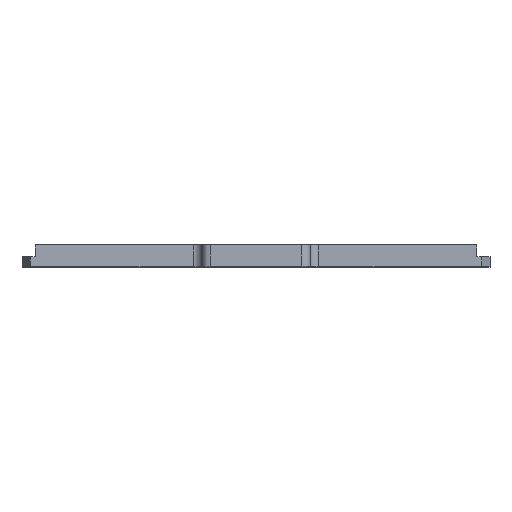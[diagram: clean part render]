
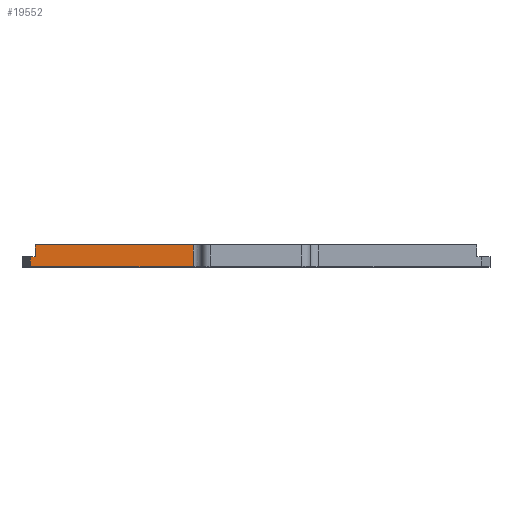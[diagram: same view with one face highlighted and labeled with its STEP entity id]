
A CAD part, top view. The second image highlights one B-rep face of the part: STEP entity #19552.
In plain terms, the highlighted planar face has unit normal (0, 0, 1).
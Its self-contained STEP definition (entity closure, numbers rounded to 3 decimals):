
#197=DIRECTION('',(1.,0.,0.));
#198=VECTOR('',#197,48.);
#199=CARTESIAN_POINT('',(-66.5,0.,70.));
#200=LINE('',#199,#198);
#931=DIRECTION('',(1.,0.,0.));
#932=VECTOR('',#931,1.45);
#933=CARTESIAN_POINT('',(-66.5,2.9,70.));
#934=LINE('',#933,#932);
#4063=DIRECTION('',(0.,1.,0.));
#4064=VECTOR('',#4063,6.4);
#4065=CARTESIAN_POINT('',(-18.5,0.,70.));
#4066=LINE('',#4065,#4064);
#4067=DIRECTION('',(0.,-1.,0.));
#4068=VECTOR('',#4067,2.9);
#4069=CARTESIAN_POINT('',(-66.5,2.9,70.));
#4070=LINE('',#4069,#4068);
#4071=DIRECTION('',(0.,1.,0.));
#4072=VECTOR('',#4071,3.5);
#4073=CARTESIAN_POINT('',(-65.05,2.9,70.));
#4074=LINE('',#4073,#4072);
#4075=DIRECTION('',(1.,0.,0.));
#4076=VECTOR('',#4075,46.55);
#4077=CARTESIAN_POINT('',(-65.05,6.4,70.));
#4078=LINE('',#4077,#4076);
#12743=CARTESIAN_POINT('',(-65.05,2.9,70.));
#12744=CARTESIAN_POINT('',(-65.05,6.4,70.));
#12745=VERTEX_POINT('',#12743);
#12746=VERTEX_POINT('',#12744);
#12751=CARTESIAN_POINT('',(-66.5,0.,70.));
#12753=VERTEX_POINT('',#12751);
#12757=CARTESIAN_POINT('',(-66.5,2.9,70.));
#12758=VERTEX_POINT('',#12757);
#13715=CARTESIAN_POINT('',(-18.5,0.,70.));
#13716=CARTESIAN_POINT('',(-18.5,6.4,70.));
#13717=VERTEX_POINT('',#13715);
#13718=VERTEX_POINT('',#13716);
#19536=CARTESIAN_POINT('',(16.,0.,70.));
#19537=DIRECTION('',(0.,0.,1.));
#19538=DIRECTION('',(1.,0.,0.));
#19539=AXIS2_PLACEMENT_3D('',#19536,#19537,#19538);
#19540=PLANE('',#19539);
#19542=ORIENTED_EDGE('',*,*,#19541,.F.);
#19543=ORIENTED_EDGE('',*,*,#14948,.F.);
#19544=ORIENTED_EDGE('',*,*,#19424,.F.);
#19545=ORIENTED_EDGE('',*,*,#15245,.T.);
#19547=ORIENTED_EDGE('',*,*,#19546,.T.);
#19549=ORIENTED_EDGE('',*,*,#19548,.T.);
#19550=EDGE_LOOP('',(#19542,#19543,#19544,#19545,#19547,#19549));
#19551=FACE_OUTER_BOUND('',#19550,.F.);
#19552=ADVANCED_FACE('',(#19551),#19540,.T.);
#14948=EDGE_CURVE('',#12753,#13717,#200,.T.);
#15245=EDGE_CURVE('',#12758,#12745,#934,.T.);
#19424=EDGE_CURVE('',#12758,#12753,#4070,.T.);
#19541=EDGE_CURVE('',#13717,#13718,#4066,.T.);
#19546=EDGE_CURVE('',#12745,#12746,#4074,.T.);
#19548=EDGE_CURVE('',#12746,#13718,#4078,.T.);
